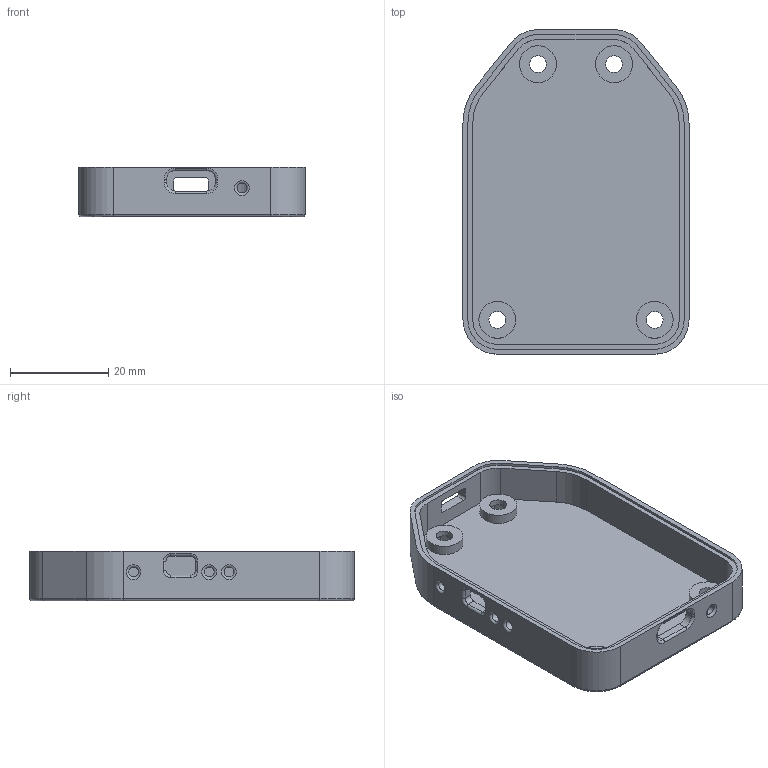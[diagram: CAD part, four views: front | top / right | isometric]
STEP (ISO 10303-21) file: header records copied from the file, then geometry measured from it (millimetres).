
FILE_DESCRIPTION(('FreeCAD Model'),'2;1');
FILE_NAME('Open CASCADE Shape Model','2025-10-04T21:00:05',(''),(''), 'Open CASCADE STEP processor 7.8','FreeCAD','Unknown');
FILE_SCHEMA(('AUTOMOTIVE_DESIGN { 1 0 10303 214 1 1 1 1 }'));
Length unit declared in the file: millimetre
Products named in the file (1): Base
Bounding box: 46 x 66 x 10.1 mm (x, y, z)
Volume: 8536.8 mm3; surface area: 9515.5 mm2
Topology: 1 solids, 1 shells, 208 faces, 524 edges, 324 vertices
Faces by surface type: plane 110, cylinder 80, torus 18
Full cylindrical faces by diameter (mm): 2 x4, 3.4 x4, 7.5 x4
Entity records: 6236 total; most frequent: DIRECTION 1112, CARTESIAN_POINT 1057, ORIENTED_EDGE 1048, EDGE_CURVE 524, AXIS2_PLACEMENT_3D 379, LINE 354, VECTOR 354, VERTEX_POINT 324
